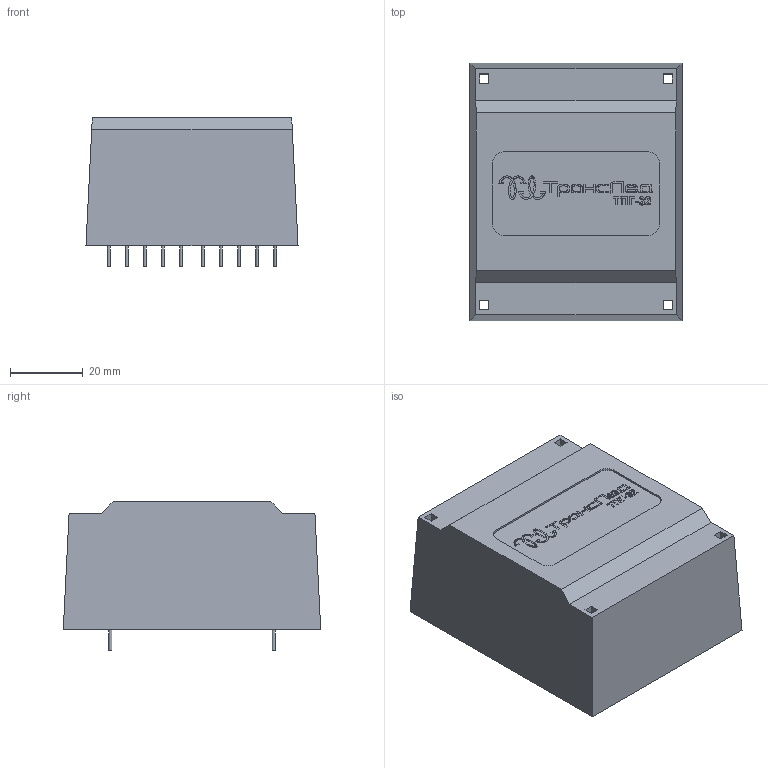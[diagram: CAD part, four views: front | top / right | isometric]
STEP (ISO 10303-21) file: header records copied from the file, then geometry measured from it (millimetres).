
FILE_DESCRIPTION(/* description */ (''),/* implementation_level */ '2;1');
FILE_NAME(/* name */ 'TPG-32.step',/* time_stamp */ '2022-11-05T20:54:32+03:00',/* author */ (''),/* organization */ (''),/* preprocessor_version */ 'ST-DEVELOPER v19.2',/* originating_system */ 'Autodesk Translation Framework v11.17.0.187',/* authorisation */ '');
FILE_SCHEMA (('AUTOMOTIVE_DESIGN { 1 0 10303 214 3 1 1 }'));
Length unit declared in the file: millimetre
Products named in the file (1): step TPG-32
Bounding box: 58.5 x 71 x 41 mm (x, y, z)
Volume: 132959 mm3; surface area: 18251.4 mm2
Topology: 44 solids, 44 shells, 650 faces, 1680 edges, 1120 vertices
Faces by surface type: plane 346, bspline 278, cylinder 26
Full cylindrical faces by diameter (mm): 0.8 x20
Entity records: 21943 total; most frequent: CARTESIAN_POINT 7642, ORIENTED_EDGE 3360, DIRECTION 2049, EDGE_CURVE 1680, VERTEX_POINT 1120, LINE 1071, VECTOR 1071, EDGE_LOOP 674
